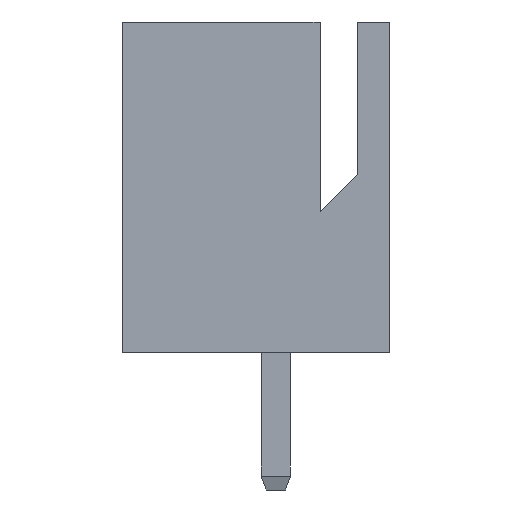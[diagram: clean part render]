
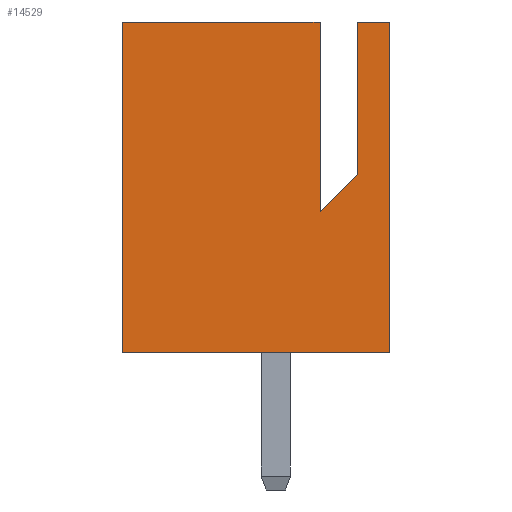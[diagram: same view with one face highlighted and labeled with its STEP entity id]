
A CAD part, left-side view. The second image highlights one B-rep face of the part: STEP entity #14529.
In plain terms, the highlighted planar face has unit normal (-1, 0, 0).
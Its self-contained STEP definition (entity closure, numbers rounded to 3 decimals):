
#819=ORIENTED_EDGE('',*,*,#3693,.T.);
#820=ORIENTED_EDGE('',*,*,#3694,.T.);
#821=ORIENTED_EDGE('',*,*,#3695,.T.);
#822=ORIENTED_EDGE('',*,*,#3424,.T.);
#823=ORIENTED_EDGE('',*,*,#3692,.F.);
#824=ORIENTED_EDGE('',*,*,#3431,.F.);
#825=ORIENTED_EDGE('',*,*,#3331,.T.);
#826=ORIENTED_EDGE('',*,*,#3696,.T.);
#3331=EDGE_CURVE('',#4822,#4821,#5749,.T.);
#3424=EDGE_CURVE('',#4845,#4910,#5842,.T.);
#3431=EDGE_CURVE('',#4822,#4916,#5849,.T.);
#3692=EDGE_CURVE('',#4916,#4910,#6110,.T.);
#3693=EDGE_CURVE('',#5111,#5112,#6111,.T.);
#3694=EDGE_CURVE('',#5112,#5113,#6112,.T.);
#3695=EDGE_CURVE('',#5113,#4845,#6113,.T.);
#3696=EDGE_CURVE('',#4821,#5111,#6114,.T.);
#4821=VERTEX_POINT('',#18124);
#4822=VERTEX_POINT('',#18126);
#4845=VERTEX_POINT('',#18180);
#4910=VERTEX_POINT('',#18311);
#4916=VERTEX_POINT('',#18326);
#5111=VERTEX_POINT('',#18832);
#5112=VERTEX_POINT('',#18833);
#5113=VERTEX_POINT('',#18835);
#5749=LINE('',#18125,#6975);
#5842=LINE('',#18312,#7068);
#5849=LINE('',#18325,#7075);
#6110=LINE('',#18829,#7336);
#6111=LINE('',#18831,#7337);
#6112=LINE('',#18834,#7338);
#6113=LINE('',#18836,#7339);
#6114=LINE('',#18837,#7340);
#6975=VECTOR('',#15721,1000.);
#7068=VECTOR('',#15824,1000.);
#7075=VECTOR('',#15833,1000.);
#7336=VECTOR('',#16190,1000.);
#7337=VECTOR('',#16193,1000.);
#7338=VECTOR('',#16194,1000.);
#7339=VECTOR('',#16195,1000.);
#7340=VECTOR('',#16196,1000.);
#8251=EDGE_LOOP('',(#819,#820,#821,#822,#823,#824,#825,#826));
#8909=FACE_BOUND('',#8251,.T.);
#9567=PLANE('',#15179);
#14529=ADVANCED_FACE('',(#8909),#9567,.T.);
#15179=AXIS2_PLACEMENT_3D('',#18830,#16191,#16192);
#15721=DIRECTION('',(0.,1.,0.));
#15824=DIRECTION('',(0.,0.,-1.));
#15833=DIRECTION('',(0.,0.,-1.));
#16190=DIRECTION('',(0.,1.,0.));
#16191=DIRECTION('',(-1.,0.,0.));
#16192=DIRECTION('',(0.,0.,1.));
#16193=DIRECTION('',(0.,0.707,-0.707));
#16194=DIRECTION('',(0.,0.,1.));
#16195=DIRECTION('',(0.,1.,0.));
#16196=DIRECTION('',(0.,0.,-1.));
#18124=CARTESIAN_POINT('',(-22.337,-1.778,7.214));
#18125=CARTESIAN_POINT('',(-22.337,-2.489,7.214));
#18126=CARTESIAN_POINT('',(-22.337,-2.489,7.214));
#18180=CARTESIAN_POINT('',(-22.337,3.353,7.214));
#18311=CARTESIAN_POINT('',(-22.337,3.353,0.));
#18312=CARTESIAN_POINT('',(-22.337,3.353,0.711));
#18325=CARTESIAN_POINT('',(-22.337,-2.489,0.711));
#18326=CARTESIAN_POINT('',(-22.337,-2.489,0.));
#18829=CARTESIAN_POINT('',(-22.337,-2.489,0.));
#18830=CARTESIAN_POINT('',(-22.337,-2.489,0.711));
#18831=CARTESIAN_POINT('',(-22.337,-1.778,3.886));
#18832=CARTESIAN_POINT('',(-22.337,-1.778,3.886));
#18833=CARTESIAN_POINT('',(-22.337,-0.965,3.073));
#18834=CARTESIAN_POINT('',(-22.337,-0.965,3.073));
#18835=CARTESIAN_POINT('',(-22.337,-0.965,7.214));
#18836=CARTESIAN_POINT('',(-22.337,-2.489,7.214));
#18837=CARTESIAN_POINT('',(-22.337,-1.778,7.214));
